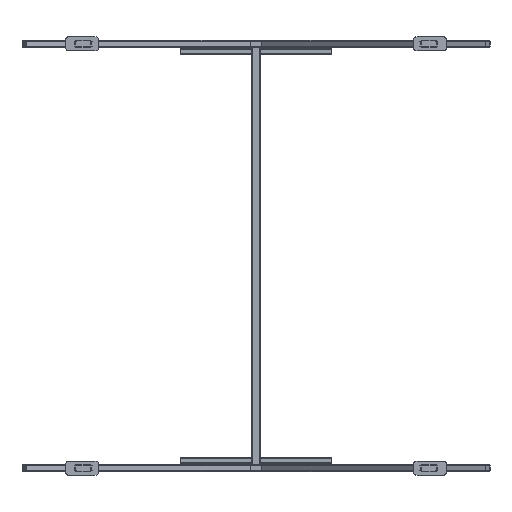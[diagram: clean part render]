
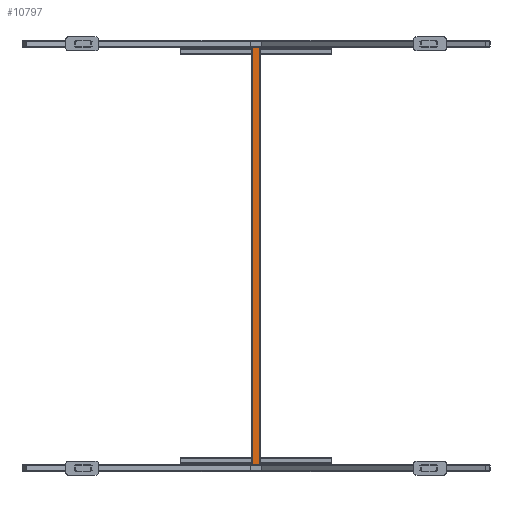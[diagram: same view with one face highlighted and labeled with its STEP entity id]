
A CAD part, front view. The second image highlights one B-rep face of the part: STEP entity #10797.
In plain terms, the highlighted free-form (B-spline) face has degree [1, 1] with [2, 2] control points.
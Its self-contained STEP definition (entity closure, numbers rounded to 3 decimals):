
#10770 = VERTEX_POINT('',#10771);
#10771 = CARTESIAN_POINT('',(15.718,84.96,
    -15.93));
#10777 = EDGE_CURVE('',#10778,#10770,#10780,.T.);
#10778 = VERTEX_POINT('',#10779);
#10779 = CARTESIAN_POINT('',(15.718,84.96,
    -1927.533));
#10780 = B_SPLINE_CURVE_WITH_KNOTS('',1,(#10781,#10782),.UNSPECIFIED.,
  .F.,.F.,(2,2),(0.,1800.),.PIECEWISE_BEZIER_KNOTS.);
#10781 = CARTESIAN_POINT('',(15.718,84.96,
    -1927.533));
#10782 = CARTESIAN_POINT('',(15.718,84.96,
    -15.93));
#10797 = ADVANCED_FACE('',(#10798),#10820,.F.);
#10798 = FACE_BOUND('',#10799,.T.);
#10799 = EDGE_LOOP('',(#10800,#10807,#10814,#10819));
#10800 = ORIENTED_EDGE('',*,*,#10801,.T.);
#10801 = EDGE_CURVE('',#10770,#10802,#10804,.T.);
#10802 = VERTEX_POINT('',#10803);
#10803 = CARTESIAN_POINT('',(-15.718,84.96,
    -15.93));
#10804 = B_SPLINE_CURVE_WITH_KNOTS('',1,(#10805,#10806),.UNSPECIFIED.,
  .F.,.F.,(2,2),(-29.6,0.),.PIECEWISE_BEZIER_KNOTS.);
#10805 = CARTESIAN_POINT('',(15.718,84.96,
    -15.93));
#10806 = CARTESIAN_POINT('',(-15.718,84.96,
    -15.93));
#10807 = ORIENTED_EDGE('',*,*,#10808,.F.);
#10808 = EDGE_CURVE('',#10809,#10802,#10811,.T.);
#10809 = VERTEX_POINT('',#10810);
#10810 = CARTESIAN_POINT('',(-15.718,84.96,
    -1927.533));
#10811 = B_SPLINE_CURVE_WITH_KNOTS('',1,(#10812,#10813),.UNSPECIFIED.,
  .F.,.F.,(2,2),(0.,1800.),.PIECEWISE_BEZIER_KNOTS.);
#10812 = CARTESIAN_POINT('',(-15.718,84.96,
    -1927.533));
#10813 = CARTESIAN_POINT('',(-15.718,84.96,
    -15.93));
#10814 = ORIENTED_EDGE('',*,*,#10815,.F.);
#10815 = EDGE_CURVE('',#10778,#10809,#10816,.T.);
#10816 = B_SPLINE_CURVE_WITH_KNOTS('',1,(#10817,#10818),.UNSPECIFIED.,
  .F.,.F.,(2,2),(-29.6,0.),.PIECEWISE_BEZIER_KNOTS.);
#10817 = CARTESIAN_POINT('',(15.718,84.96,
    -1927.533));
#10818 = CARTESIAN_POINT('',(-15.718,84.96,
    -1927.533));
#10819 = ORIENTED_EDGE('',*,*,#10777,.T.);
#10820 = B_SPLINE_SURFACE_WITH_KNOTS('',1,1,(
    (#10821,#10822)
    ,(#10823,#10824
    )),.UNSPECIFIED.,.F.,.F.,.F.,(2,2),(2,2),(-29.6,0.),(
    0.,1800.),.PIECEWISE_BEZIER_KNOTS.);
#10821 = CARTESIAN_POINT('',(15.718,84.96,
    -1927.533));
#10822 = CARTESIAN_POINT('',(15.718,84.96,
    -15.93));
#10823 = CARTESIAN_POINT('',(-15.718,84.96,
    -1927.533));
#10824 = CARTESIAN_POINT('',(-15.718,84.96,
    -15.93));
